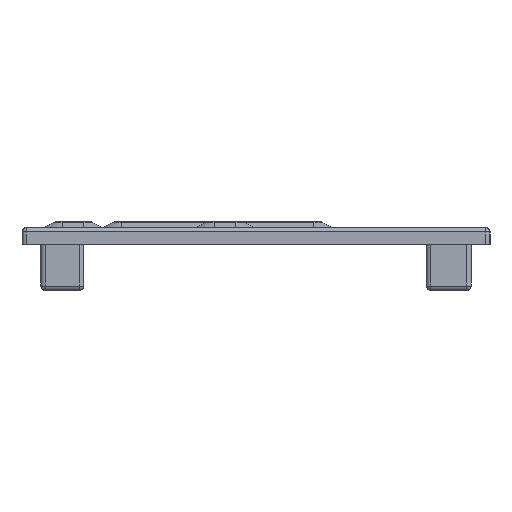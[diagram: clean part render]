
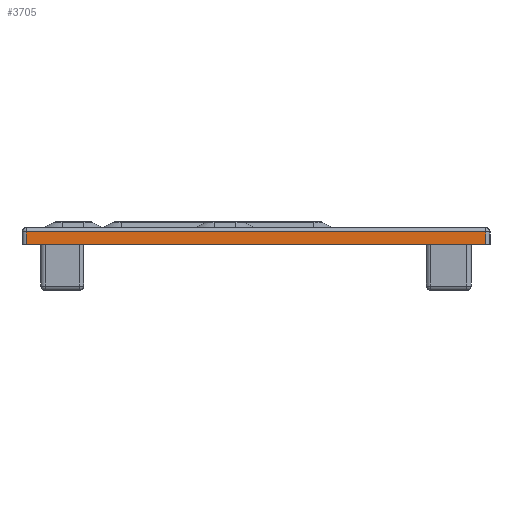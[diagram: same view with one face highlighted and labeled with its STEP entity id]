
A CAD part, left-side view. The second image highlights one B-rep face of the part: STEP entity #3705.
In plain terms, the highlighted planar face has unit normal (-1, 0, 0).
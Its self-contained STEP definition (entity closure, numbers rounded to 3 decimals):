
#161=PLANE('',#4239);
#420=FACE_OUTER_BOUND('',#680,.T.);
#680=EDGE_LOOP('',(#3354,#3355,#3356,#3357));
#762=LINE('',#5919,#1011);
#892=LINE('',#6473,#1141);
#915=LINE('',#6616,#1164);
#916=LINE('',#6619,#1165);
#1011=VECTOR('',#4617,10.);
#1141=VECTOR('',#5243,10.);
#1164=VECTOR('',#5470,10.);
#1165=VECTOR('',#5475,10.);
#1555=VERTEX_POINT('',#5905);
#1561=VERTEX_POINT('',#5917);
#1736=VERTEX_POINT('',#6470);
#1737=VERTEX_POINT('',#6472);
#1924=EDGE_CURVE('',#1561,#1555,#762,.T.);
#2200=EDGE_CURVE('',#1736,#1737,#892,.T.);
#2275=EDGE_CURVE('',#1555,#1736,#915,.T.);
#2276=EDGE_CURVE('',#1737,#1561,#916,.T.);
#3354=ORIENTED_EDGE('',*,*,#2200,.F.);
#3355=ORIENTED_EDGE('',*,*,#2275,.F.);
#3356=ORIENTED_EDGE('',*,*,#1924,.F.);
#3357=ORIENTED_EDGE('',*,*,#2276,.F.);
#3705=ADVANCED_FACE('',(#420),#161,.T.);
#4239=AXIS2_PLACEMENT_3D('',#6653,#5529,#5530);
#4617=DIRECTION('',(0.,1.,0.));
#5243=DIRECTION('',(0.,-1.,0.));
#5470=DIRECTION('',(0.,0.,1.));
#5475=DIRECTION('',(0.,0.,-1.));
#5529=DIRECTION('center_axis',(-1.,0.,0.));
#5530=DIRECTION('ref_axis',(0.,1.,0.));
#5905=CARTESIAN_POINT('',(-37.3,26.75,9.4));
#5917=CARTESIAN_POINT('',(-37.3,-26.75,9.4));
#5919=CARTESIAN_POINT('',(-37.3,27.25,9.4));
#6470=CARTESIAN_POINT('',(-37.3,26.75,10.9));
#6472=CARTESIAN_POINT('',(-37.3,-26.75,10.9));
#6473=CARTESIAN_POINT('',(-37.3,-13.625,10.9));
#6616=CARTESIAN_POINT('',(-37.3,26.75,11.4));
#6619=CARTESIAN_POINT('',(-37.3,-26.75,11.4));
#6653=CARTESIAN_POINT('Origin',(-37.3,-27.25,11.4));
